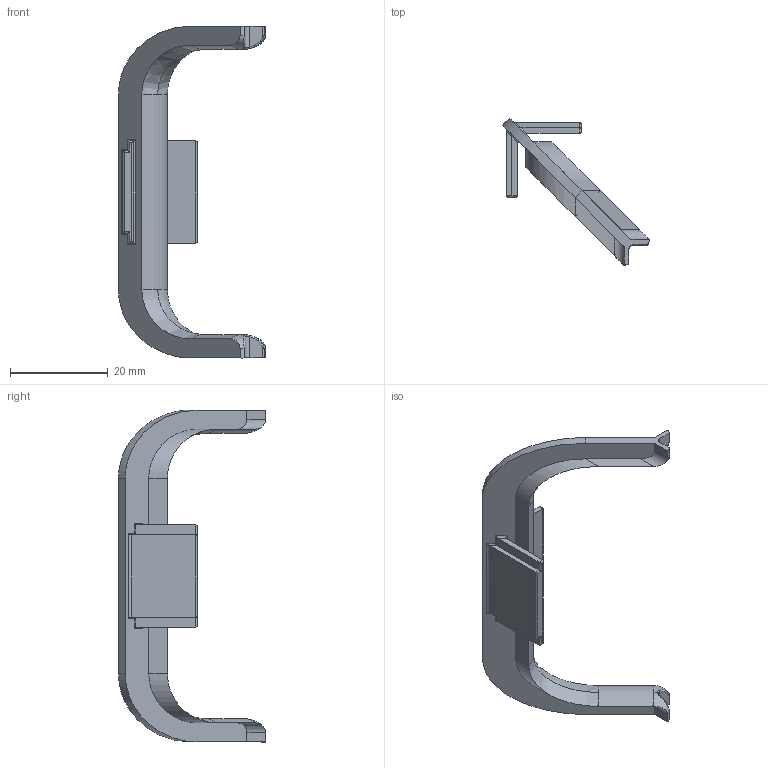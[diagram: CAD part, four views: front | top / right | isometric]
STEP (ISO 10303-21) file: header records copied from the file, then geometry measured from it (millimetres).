
FILE_DESCRIPTION(/* description */ ('Innenecke'),/* implementation_level */ '2;1');
FILE_NAME(/* name */ '100003240.stp',/* time_stamp */ '2024-01-18T08:36:43+01:00',/* author */ ('selema'),/* organization */ (''),/* preprocessor_version */ 'ST-DEVELOPER v20',/* originating_system */ 'Autodesk Inventor 2024',/* authorisation */ '');
FILE_SCHEMA (('AUTOMOTIVE_DESIGN { 1 0 10303 214 3 1 1 }'));
Length unit declared in the file: millimetre
Products named in the file (1): KD-111456
Bounding box: 30.14 x 30.14 x 68 mm (x, y, z)
Volume: 3577.6 mm3; surface area: 4201.8 mm2
Topology: 1 solids, 1 shells, 107 faces, 269 edges, 166 vertices
Faces by surface type: cylinder 52, plane 37, bspline 18
Entity records: 3645 total; most frequent: CARTESIAN_POINT 1081, ORIENTED_EDGE 538, DIRECTION 515, EDGE_CURVE 269, AXIS2_PLACEMENT_3D 185, VERTEX_POINT 166, LINE 145, VECTOR 145
